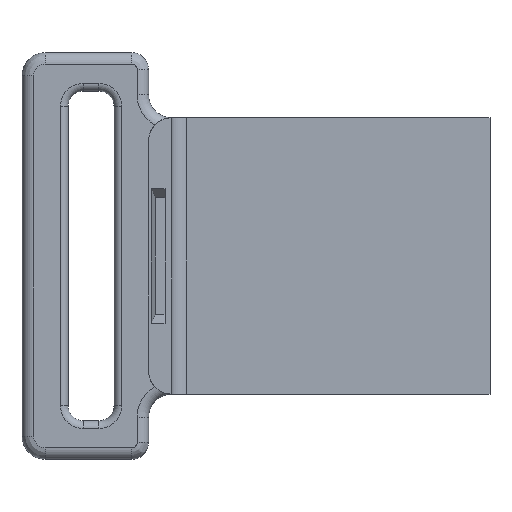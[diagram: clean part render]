
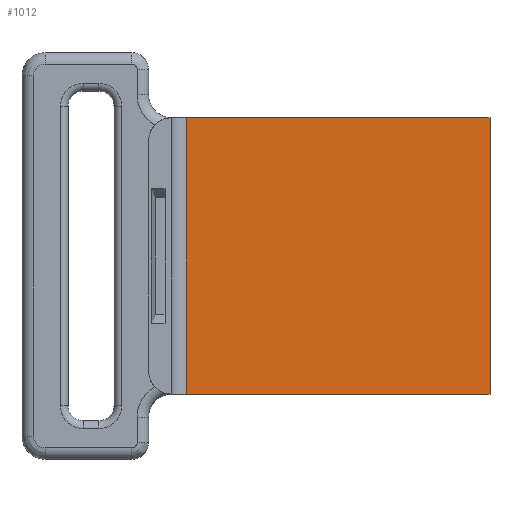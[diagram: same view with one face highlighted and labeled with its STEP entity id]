
A CAD part, top view. The second image highlights one B-rep face of the part: STEP entity #1012.
In plain terms, the highlighted planar face has unit normal (0, 0, 1).
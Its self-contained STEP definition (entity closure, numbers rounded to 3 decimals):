
#45=PLANE('',#1128);
#98=LINE('',#1747,#177);
#109=LINE('',#1790,#188);
#110=LINE('',#1793,#189);
#111=LINE('',#1794,#190);
#177=VECTOR('',#1346,10.);
#188=VECTOR('',#1381,10.);
#189=VECTOR('',#1384,10.);
#190=VECTOR('',#1385,10.);
#268=FACE_OUTER_BOUND('',#333,.T.);
#333=EDGE_LOOP('',(#845,#846,#847,#848));
#490=VERTEX_POINT('',#1744);
#491=VERTEX_POINT('',#1746);
#507=VERTEX_POINT('',#1788);
#508=VERTEX_POINT('',#1792);
#607=EDGE_CURVE('',#490,#491,#98,.T.);
#628=EDGE_CURVE('',#507,#490,#109,.T.);
#629=EDGE_CURVE('',#507,#508,#110,.T.);
#630=EDGE_CURVE('',#491,#508,#111,.T.);
#845=ORIENTED_EDGE('',*,*,#607,.F.);
#846=ORIENTED_EDGE('',*,*,#628,.F.);
#847=ORIENTED_EDGE('',*,*,#629,.T.);
#848=ORIENTED_EDGE('',*,*,#630,.F.);
#1012=ADVANCED_FACE('',(#268),#45,.T.);
#1128=AXIS2_PLACEMENT_3D('',#1791,#1382,#1383);
#1346=DIRECTION('',(1.,0.,0.));
#1381=DIRECTION('',(0.,1.,0.));
#1382=DIRECTION('center_axis',(0.,0.,1.));
#1383=DIRECTION('ref_axis',(1.,0.,0.));
#1384=DIRECTION('',(1.,0.,0.));
#1385=DIRECTION('',(0.,-1.,0.));
#1744=CARTESIAN_POINT('',(-27.5,19.81,2.8));
#1746=CARTESIAN_POINT('',(12.,19.8,2.8));
#1747=CARTESIAN_POINT('',(1.627,19.803,2.8));
#1788=CARTESIAN_POINT('',(-27.5,-16.21,2.8));
#1790=CARTESIAN_POINT('',(-27.5,1.8,2.8));
#1791=CARTESIAN_POINT('Origin',(-8.75,1.8,2.8));
#1792=CARTESIAN_POINT('',(12.,-16.2,2.8));
#1793=CARTESIAN_POINT('',(-19.123,-16.208,2.8));
#1794=CARTESIAN_POINT('',(12.,-7.2,2.8));
